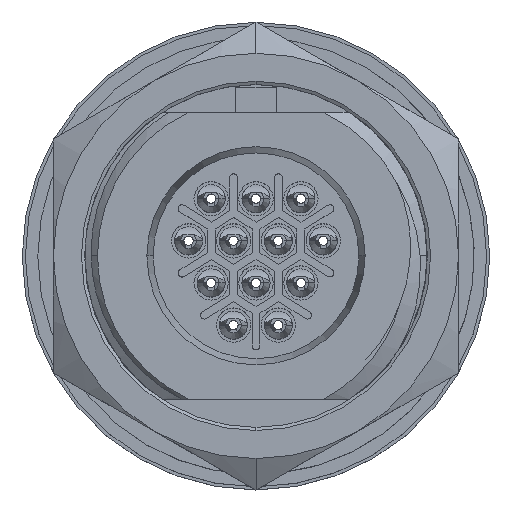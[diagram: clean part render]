
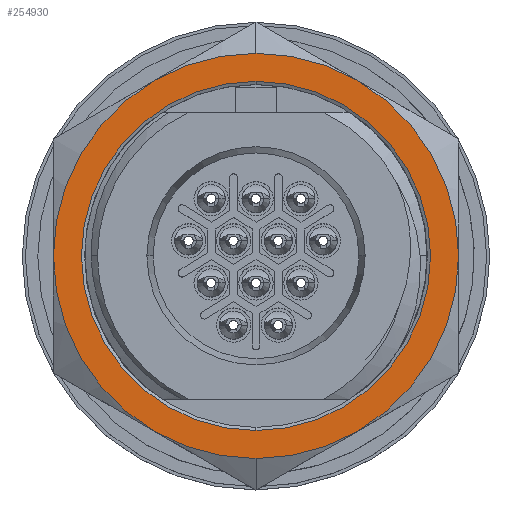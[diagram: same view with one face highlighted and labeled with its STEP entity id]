
A CAD part, top view. The second image highlights one B-rep face of the part: STEP entity #254930.
In plain terms, the highlighted face is planar.
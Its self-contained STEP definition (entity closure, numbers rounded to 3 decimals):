
#253860=CARTESIAN_POINT('',(-20.1,0.,6.5));
#253870=VERTEX_POINT('',#253860);
#254300=CARTESIAN_POINT('',(-20.1,-5.629,3.25));
#254310=VERTEX_POINT('',#254300);
#254340=CARTESIAN_POINT('',(-20.1,0.,0.));
#254350=DIRECTION('',(1.,0.,0.));
#254360=DIRECTION('',(0.,1.,0.));
#254370=AXIS2_PLACEMENT_3D('',#254340,#254350,#254360);
#254380=CIRCLE('',#254370,6.5);
#254390=EDGE_CURVE('',#253870,#254310,#254380,.T.);
#254440=CARTESIAN_POINT('',(-20.1,6.05,0.));
#254450=DIRECTION('',(-1.,0.,0.));
#254460=DIRECTION('',(0.,1.,0.));
#254470=AXIS2_PLACEMENT_3D('',#254440,#254450,#254460);
#254480=PLANE('',#254470);
#254490=CARTESIAN_POINT('',(-20.1,0.,0.));
#254500=DIRECTION('',(1.,0.,0.));
#254510=DIRECTION('',(0.,1.,0.));
#254520=AXIS2_PLACEMENT_3D('',#254490,#254500,#254510);
#254530=CIRCLE('',#254520,5.6);
#254540=CARTESIAN_POINT('',(-20.1,5.6,0.));
#254550=VERTEX_POINT('',#254540);
#254560=CARTESIAN_POINT('',(-20.1,-5.6,0.));
#254570=VERTEX_POINT('',#254560);
#254580=EDGE_CURVE('',#254550,#254570,#254530,.T.);
#254590=ORIENTED_EDGE('',*,*,#254580,.T.);
#254600=EDGE_CURVE('',#254570,#254550,#254530,.T.);
#254610=ORIENTED_EDGE('',*,*,#254600,.T.);
#254620=EDGE_LOOP('',(#254610,#254590));
#254630=FACE_BOUND('',#254620,.T.);
#254640=CARTESIAN_POINT('',(-20.1,-6.5,0.));
#254650=VERTEX_POINT('',#254640);
#254660=EDGE_CURVE('',#254310,#254650,#254380,.T.);
#254670=ORIENTED_EDGE('',*,*,#254660,.F.);
#254680=CARTESIAN_POINT('',(-20.1,-5.629,-3.25));
#254690=VERTEX_POINT('',#254680);
#254700=EDGE_CURVE('',#254650,#254690,#254380,.T.);
#254710=ORIENTED_EDGE('',*,*,#254700,.F.);
#254720=CARTESIAN_POINT('',(-20.1,0.,-6.5));
#254730=VERTEX_POINT('',#254720);
#254740=EDGE_CURVE('',#254690,#254730,#254380,.T.);
#254750=ORIENTED_EDGE('',*,*,#254740,.F.);
#254760=CARTESIAN_POINT('',(-20.1,5.629,-3.25));
#254770=VERTEX_POINT('',#254760);
#254780=EDGE_CURVE('',#254730,#254770,#254380,.T.);
#254790=ORIENTED_EDGE('',*,*,#254780,.F.);
#254800=CARTESIAN_POINT('',(-20.1,6.5,0.));
#254810=VERTEX_POINT('',#254800);
#254820=EDGE_CURVE('',#254770,#254810,#254380,.T.);
#254830=ORIENTED_EDGE('',*,*,#254820,.F.);
#254840=CARTESIAN_POINT('',(-20.1,5.629,3.25));
#254850=VERTEX_POINT('',#254840);
#254860=EDGE_CURVE('',#254810,#254850,#254380,.T.);
#254870=ORIENTED_EDGE('',*,*,#254860,.F.);
#254880=EDGE_CURVE('',#254850,#253870,#254380,.T.);
#254890=ORIENTED_EDGE('',*,*,#254880,.F.);
#254900=ORIENTED_EDGE('',*,*,#254390,.F.);
#254910=EDGE_LOOP('',(#254900,#254890,#254870,#254830,#254790,#254750,
#254710,#254670));
#254920=FACE_OUTER_BOUND('',#254910,.T.);
#254930=ADVANCED_FACE('',(#254630,#254920),#254480,.T.);
